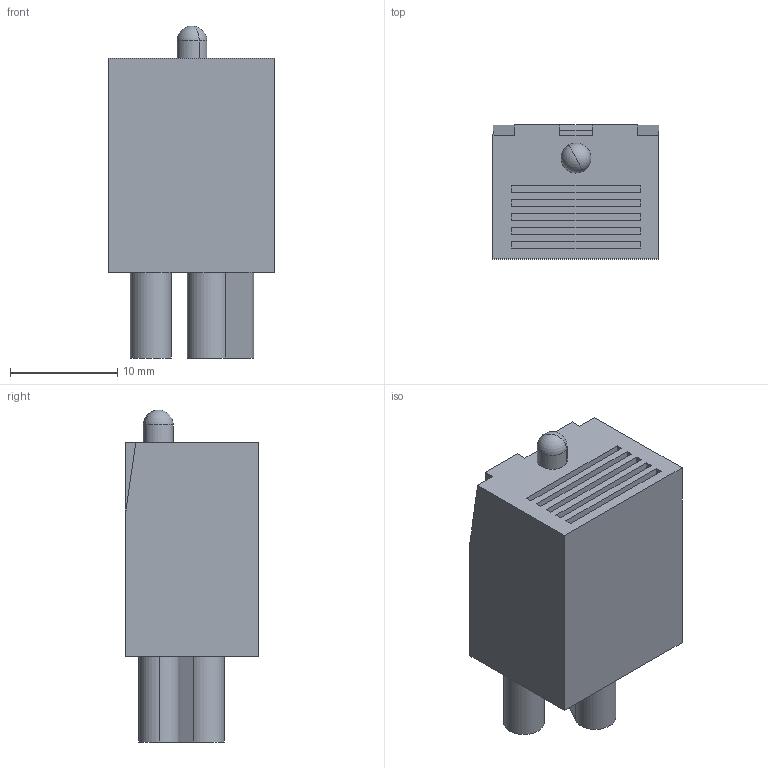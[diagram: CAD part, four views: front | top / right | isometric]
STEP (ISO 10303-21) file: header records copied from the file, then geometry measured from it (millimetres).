
FILE_DESCRIPTION(('CATIA V5R24 STEP','CAx-IF Rec.Pracs.--- Model Styling and Organization---1.2---2011-12-15'),'2;1');
FILE_NAME ('6746682_5', '2017-11-21T12:39:26+00:00', ('Weidmueller Interface'), ('Weidmueller'), 'CATIA Version 5-6 Release 2014 SP4', 'CATIA V5 STEP AP214', 'none');
FILE_SCHEMA(('AUTOMOTIVE_DESIGN { 1 0 10303 214 1 1 1 1 }'));
Length unit declared in the file: millimetre
Products named in the file (1): 7760056045
Bounding box: 15.5 x 12.5 x 31 mm (x, y, z)
Volume: 4161.3 mm3; surface area: 1931.9 mm2
Topology: 2 solids, 2 shells, 53 faces, 127 edges, 83 vertices
Faces by surface type: plane 45, cylinder 6, sphere 2
Entity records: 1492 total; most frequent: ORIENTED_EDGE 250, CARTESIAN_POINT 247, DIRECTION 195, EDGE_CURVE 125, VECTOR 109, LINE 109, VERTEX_POINT 83, EDGE_LOOP 60
